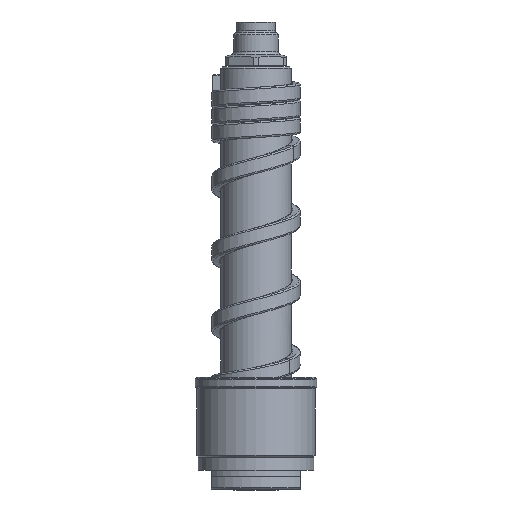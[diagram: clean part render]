
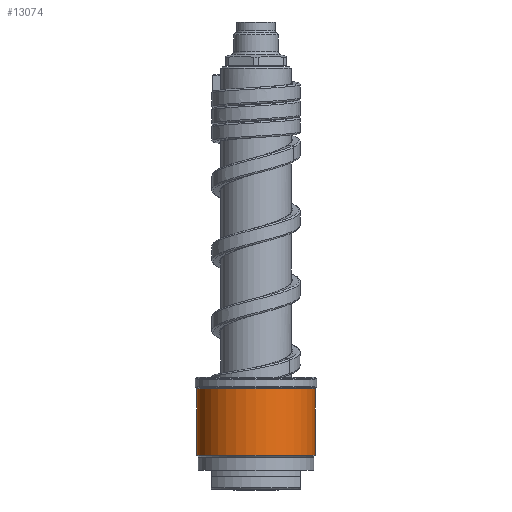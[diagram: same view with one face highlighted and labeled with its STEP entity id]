
A CAD part, front view. The second image highlights one B-rep face of the part: STEP entity #13074.
In plain terms, the highlighted cylindrical face has radius 18.5 mm (diameter 37 mm), a partial arc.
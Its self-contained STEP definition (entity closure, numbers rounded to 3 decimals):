
#4264=CARTESIAN_POINT('',(0.,0.,10.583));
#4265=DIRECTION('',(0.,0.,1.));
#4266=DIRECTION('',(-1.,0.,0.));
#4267=AXIS2_PLACEMENT_3D('',#4264,#4265,#4266);
#4269=DIRECTION('',(0.,0.,-1.));
#4270=VECTOR('',#4269,20.834);
#4271=CARTESIAN_POINT('',(-18.5,0.,31.417));
#4272=LINE('',#4271,#4270);
#4273=CARTESIAN_POINT('',(0.,0.,31.417));
#4274=DIRECTION('',(0.,0.,1.));
#4275=DIRECTION('',(-1.,0.,0.));
#4276=AXIS2_PLACEMENT_3D('',#4273,#4274,#4275);
#4278=DIRECTION('',(0.,0.,-1.));
#4279=VECTOR('',#4278,20.834);
#4280=CARTESIAN_POINT('',(18.5,0.,31.417));
#4281=LINE('',#4280,#4279);
#7156=CARTESIAN_POINT('',(18.5,0.,31.417));
#7157=CARTESIAN_POINT('',(-18.5,0.,31.417));
#7158=VERTEX_POINT('',#7156);
#7159=VERTEX_POINT('',#7157);
#7182=CARTESIAN_POINT('',(18.5,0.,10.583));
#7183=VERTEX_POINT('',#7182);
#7184=CARTESIAN_POINT('',(-18.5,0.,10.583));
#7185=VERTEX_POINT('',#7184);
#13062=CARTESIAN_POINT('',(0.,0.,8.75));
#13063=DIRECTION('',(0.,0.,1.));
#13064=DIRECTION('',(-1.,0.,0.));
#13065=AXIS2_PLACEMENT_3D('',#13062,#13063,#13064);
#13066=CYLINDRICAL_SURFACE('',#13065,18.5);
#13067=ORIENTED_EDGE('',*,*,#11057,.F.);
#13068=ORIENTED_EDGE('',*,*,#11038,.F.);
#13070=ORIENTED_EDGE('',*,*,#13069,.T.);
#13071=ORIENTED_EDGE('',*,*,#11034,.T.);
#13072=EDGE_LOOP('',(#13067,#13068,#13070,#13071));
#13073=FACE_OUTER_BOUND('',#13072,.F.);
#4268=CIRCLE('',#4267,18.5);
#4277=CIRCLE('',#4276,18.5);
#11034=EDGE_CURVE('',#7158,#7183,#4281,.T.);
#11038=EDGE_CURVE('',#7159,#7185,#4272,.T.);
#11057=EDGE_CURVE('',#7185,#7183,#4268,.T.);
#13069=EDGE_CURVE('',#7159,#7158,#4277,.T.);
#13074=ADVANCED_FACE('',(#13073),#13066,.T.);
